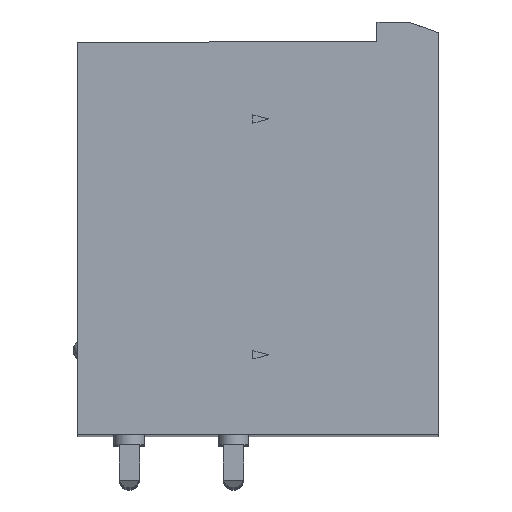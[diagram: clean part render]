
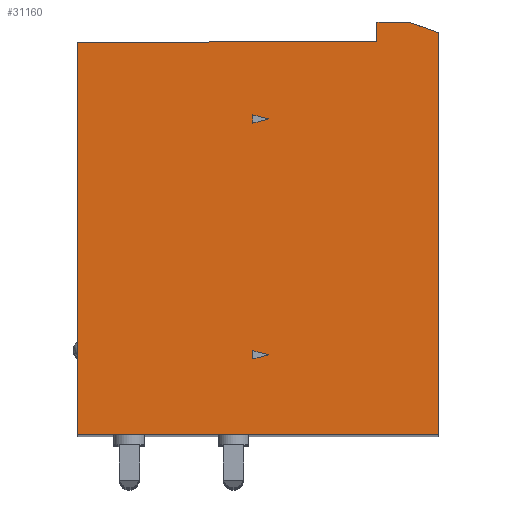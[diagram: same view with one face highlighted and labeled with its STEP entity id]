
A CAD part, top view. The second image highlights one B-rep face of the part: STEP entity #31160.
In plain terms, the highlighted planar face has unit normal (0, 0, 1).
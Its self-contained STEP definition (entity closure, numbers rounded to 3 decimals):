
#60=CARTESIAN_POINT('',(-104.98,0.,3.86));
#70=DIRECTION('',(0.,1.,0.));
#80=VECTOR('',#70,1.);
#90=LINE('',#60,#80);
#100=CARTESIAN_POINT('',(-104.98,86.616,3.86));
#110=VERTEX_POINT('',#100);
#120=CARTESIAN_POINT('',(-104.98,87.017,3.86));
#130=VERTEX_POINT('',#120);
#140=EDGE_CURVE('',#110,#130,#90,.T.);
#9360=CARTESIAN_POINT('',(-104.98,0.,3.86));
#9370=DIRECTION('',(0.,1.,0.));
#9380=VECTOR('',#9370,1.);
#9390=LINE('',#9360,#9380);
#9400=CARTESIAN_POINT('',(-104.98,98.116,3.86));
#9410=VERTEX_POINT('',#9400);
#9420=CARTESIAN_POINT('',(-104.98,98.517,3.86));
#9430=VERTEX_POINT('',#9420);
#9440=EDGE_CURVE('',#9410,#9430,#9390,.T.);
#18800=CARTESIAN_POINT('',(-104.23,98.316,3.86));
#18810=VERTEX_POINT('',#18800);
#18860=CARTESIAN_POINT('',(0.,126.245,3.86));
#18870=DIRECTION('',(-0.966,-0.259,0.));
#18880=VECTOR('',#18870,1.);
#18890=LINE('',#18860,#18880);
#18900=EDGE_CURVE('',#18810,#9410,#18890,.T.);
#19140=CARTESIAN_POINT('',(0.,70.388,3.86));
#19150=DIRECTION('',(0.966,-0.259,0.));
#19160=VECTOR('',#19150,1.);
#19170=LINE('',#19140,#19160);
#19180=EDGE_CURVE('',#9430,#18810,#19170,.T.);
#29340=CARTESIAN_POINT('',(0.,58.888,3.86));
#29350=DIRECTION('',(0.966,-0.259,0.));
#29360=VECTOR('',#29350,1.);
#29370=LINE('',#29340,#29360);
#29380=CARTESIAN_POINT('',(-104.23,86.816,3.86));
#29390=VERTEX_POINT('',#29380);
#29400=EDGE_CURVE('',#130,#29390,#29370,.T.);
#30200=CARTESIAN_POINT('',(0.,114.745,3.86));
#30210=DIRECTION('',(-0.966,-0.259,0.));
#30220=VECTOR('',#30210,1.);
#30230=LINE('',#30200,#30220);
#30240=EDGE_CURVE('',#29390,#110,#30230,.T.);
#30430=CARTESIAN_POINT('',(-98.181,92.397,3.86));
#30440=DIRECTION('',(0.,0.,1.));
#30450=DIRECTION('',(1.,0.,0.));
#30460=AXIS2_PLACEMENT_3D('',#30430,#30440,#30450);
#30470=PLANE('',#30460);
#30480=ORIENTED_EDGE('',*,*,#29400,.T.);
#30490=ORIENTED_EDGE('',*,*,#140,.T.);
#30500=ORIENTED_EDGE('',*,*,#30240,.T.);
#30510=EDGE_LOOP('',(#30500,#30490,#30480));
#30520=FACE_BOUND('',#30510,.T.);
#30530=ORIENTED_EDGE('',*,*,#9440,.T.);
#30540=ORIENTED_EDGE('',*,*,#18900,.T.);
#30550=ORIENTED_EDGE('',*,*,#19180,.T.);
#30560=EDGE_LOOP('',(#30550,#30540,#30530));
#30570=FACE_BOUND('',#30560,.T.);
#30580=CARTESIAN_POINT('',(0.,82.946,3.86));
#30590=DIRECTION('',(-1.,0.,0.));
#30600=VECTOR('',#30590,1.);
#30610=LINE('',#30580,#30600);
#30620=CARTESIAN_POINT('',(-95.93,82.946,3.86));
#30630=VERTEX_POINT('',#30620);
#30640=CARTESIAN_POINT('',(-113.53,82.946,3.86));
#30650=VERTEX_POINT('',#30640);
#30660=EDGE_CURVE('',#30630,#30650,#30610,.T.);
#30670=ORIENTED_EDGE('',*,*,#30660,.F.);
#30680=CARTESIAN_POINT('',(-113.53,0.,3.86));
#30690=DIRECTION('',(0.,1.,0.));
#30700=VECTOR('',#30690,1.);
#30710=LINE('',#30680,#30700);
#30720=CARTESIAN_POINT('',(-113.53,102.035,3.86));
#30730=VERTEX_POINT('',#30720);
#30740=EDGE_CURVE('',#30650,#30730,#30710,.T.);
#30750=ORIENTED_EDGE('',*,*,#30740,.F.);
#30760=CARTESIAN_POINT('',(0.,102.666,3.86));
#30770=DIRECTION('',(-1.,-0.006,0.));
#30780=VECTOR('',#30770,1.);
#30790=LINE('',#30760,#30780);
#30800=CARTESIAN_POINT('',(-98.93,102.116,3.86));
#30810=VERTEX_POINT('',#30800);
#30820=EDGE_CURVE('',#30810,#30730,#30790,.T.);
#30830=ORIENTED_EDGE('',*,*,#30820,.T.);
#30840=CARTESIAN_POINT('',(-98.93,0.,3.86));
#30850=DIRECTION('',(0.,1.,0.));
#30860=VECTOR('',#30850,1.);
#30870=LINE('',#30840,#30860);
#30880=CARTESIAN_POINT('',(-98.93,103.046,3.86));
#30890=VERTEX_POINT('',#30880);
#30900=EDGE_CURVE('',#30810,#30890,#30870,.T.);
#30910=ORIENTED_EDGE('',*,*,#30900,.F.);
#30920=CARTESIAN_POINT('',(0.,103.046,3.86));
#30930=DIRECTION('',(-1.,0.,0.));
#30940=VECTOR('',#30930,1.);
#30950=LINE('',#30920,#30940);
#30960=CARTESIAN_POINT('',(-97.387,103.046,3.86));
#30970=VERTEX_POINT('',#30960);
#30980=EDGE_CURVE('',#30970,#30890,#30950,.T.);
#30990=ORIENTED_EDGE('',*,*,#30980,.T.);
#31000=CARTESIAN_POINT('',(0.,67.6,3.86));
#31010=DIRECTION('',(0.94,-0.342,0.));
#31020=VECTOR('',#31010,1.);
#31030=LINE('',#31000,#31020);
#31040=CARTESIAN_POINT('',(-95.93,102.516,3.86));
#31050=VERTEX_POINT('',#31040);
#31060=EDGE_CURVE('',#30970,#31050,#31030,.T.);
#31070=ORIENTED_EDGE('',*,*,#31060,.F.);
#31080=CARTESIAN_POINT('',(-95.93,0.,3.86));
#31090=DIRECTION('',(0.,-1.,0.));
#31100=VECTOR('',#31090,1.);
#31110=LINE('',#31080,#31100);
#31120=EDGE_CURVE('',#31050,#30630,#31110,.T.);
#31130=ORIENTED_EDGE('',*,*,#31120,.F.);
#31140=EDGE_LOOP('',(#31130,#31070,#30990,#30910,#30830,#30750,#30670));
#31150=FACE_OUTER_BOUND('',#31140,.T.);
#31160=ADVANCED_FACE('',(#30520,#30570,#31150),#30470,.T.);
